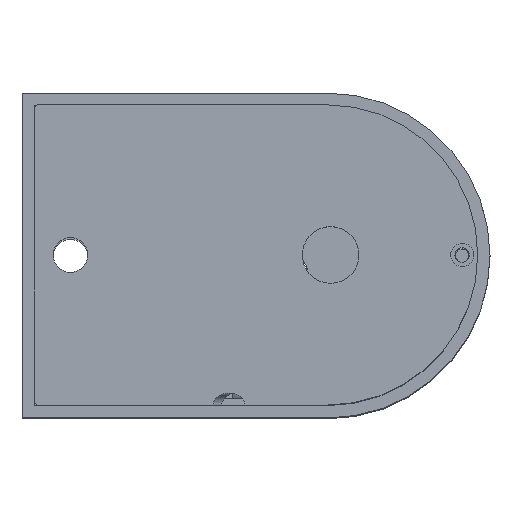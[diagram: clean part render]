
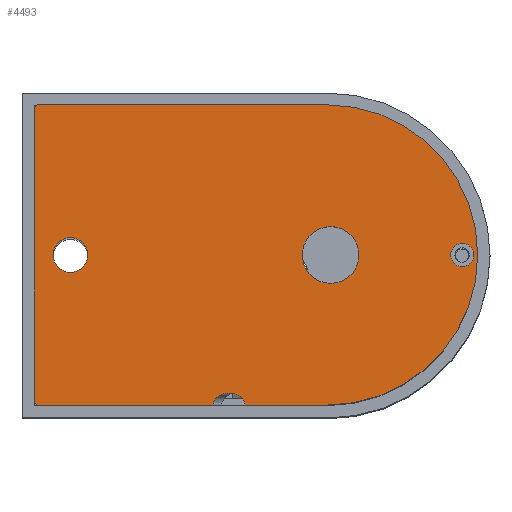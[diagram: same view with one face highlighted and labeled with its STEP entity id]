
A CAD part, top view. The second image highlights one B-rep face of the part: STEP entity #4493.
In plain terms, the highlighted planar face has unit normal (0, 0, 1).
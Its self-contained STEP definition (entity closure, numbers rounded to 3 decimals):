
#27=FACE_BOUND('',#659,.T.);
#28=FACE_BOUND('',#660,.T.);
#29=FACE_BOUND('',#661,.T.);
#75=CIRCLE('',#4763,24.95);
#76=CIRCLE('',#4764,2.875);
#77=CIRCLE('',#4765,4.71);
#78=CIRCLE('',#4766,1.928);
#250=PLANE('',#4762);
#410=FACE_OUTER_BOUND('',#658,.T.);
#658=EDGE_LOOP('',(#3074,#3075,#3076,#3077,#3078,#3079,#3080,#3081));
#659=EDGE_LOOP('',(#3082));
#660=EDGE_LOOP('',(#3083));
#661=EDGE_LOOP('',(#3084));
#951=LINE('',#6570,#1440);
#953=LINE('',#6574,#1442);
#954=LINE('',#6578,#1443);
#955=LINE('',#6580,#1444);
#956=LINE('',#6582,#1445);
#957=LINE('',#6583,#1446);
#1440=VECTOR('',#5213,10.);
#1442=VECTOR('',#5217,10.);
#1443=VECTOR('',#5220,10.);
#1444=VECTOR('',#5221,10.);
#1445=VECTOR('',#5222,10.);
#1446=VECTOR('',#5223,10.);
#1921=ELLIPSE('',#4753,2.686,2.2);
#1929=VERTEX_POINT('',#6538);
#1930=VERTEX_POINT('',#6539);
#1943=VERTEX_POINT('',#6569);
#1944=VERTEX_POINT('',#6573);
#1945=VERTEX_POINT('',#6575);
#1946=VERTEX_POINT('',#6577);
#1947=VERTEX_POINT('',#6579);
#1948=VERTEX_POINT('',#6581);
#1949=VERTEX_POINT('',#6584);
#1950=VERTEX_POINT('',#6586);
#1951=VERTEX_POINT('',#6588);
#2378=EDGE_CURVE('',#1929,#1930,#1921,.T.);
#2393=EDGE_CURVE('',#1929,#1943,#951,.T.);
#2395=EDGE_CURVE('',#1944,#1930,#953,.T.);
#2396=EDGE_CURVE('',#1945,#1944,#75,.T.);
#2397=EDGE_CURVE('',#1946,#1945,#954,.T.);
#2398=EDGE_CURVE('',#1947,#1946,#955,.T.);
#2399=EDGE_CURVE('',#1948,#1947,#956,.T.);
#2400=EDGE_CURVE('',#1943,#1948,#957,.T.);
#2401=EDGE_CURVE('',#1949,#1949,#76,.T.);
#2402=EDGE_CURVE('',#1950,#1950,#77,.T.);
#2403=EDGE_CURVE('',#1951,#1951,#78,.F.);
#3074=ORIENTED_EDGE('',*,*,#2378,.T.);
#3075=ORIENTED_EDGE('',*,*,#2395,.F.);
#3076=ORIENTED_EDGE('',*,*,#2396,.F.);
#3077=ORIENTED_EDGE('',*,*,#2397,.F.);
#3078=ORIENTED_EDGE('',*,*,#2398,.F.);
#3079=ORIENTED_EDGE('',*,*,#2399,.F.);
#3080=ORIENTED_EDGE('',*,*,#2400,.F.);
#3081=ORIENTED_EDGE('',*,*,#2393,.F.);
#3082=ORIENTED_EDGE('',*,*,#2401,.T.);
#3083=ORIENTED_EDGE('',*,*,#2402,.T.);
#3084=ORIENTED_EDGE('',*,*,#2403,.F.);
#4493=ADVANCED_FACE('',(#410,#27,#28,#29),#250,.T.);
#4753=AXIS2_PLACEMENT_3D('',#6540,#5187,#5188);
#4762=AXIS2_PLACEMENT_3D('',#6572,#5215,#5216);
#4763=AXIS2_PLACEMENT_3D('',#6576,#5218,#5219);
#4764=AXIS2_PLACEMENT_3D('',#6585,#5224,#5225);
#4765=AXIS2_PLACEMENT_3D('',#6587,#5226,#5227);
#4766=AXIS2_PLACEMENT_3D('',#6589,#5228,#5229);
#5187=DIRECTION('center_axis',(0.,0.,
-1.));
#5188=DIRECTION('ref_axis',(-1.,0.,0.));
#5213=DIRECTION('',(-1.,0.,0.));
#5215=DIRECTION('center_axis',(0.,0.,
1.));
#5216=DIRECTION('ref_axis',(0.,-1.,0.));
#5217=DIRECTION('',(-1.,0.,0.));
#5218=DIRECTION('center_axis',(0.,0.,
-1.));
#5219=DIRECTION('ref_axis',(0.,-1.,0.));
#5220=DIRECTION('',(1.,0.,0.));
#5221=DIRECTION('',(0.707,0.707,0.));
#5222=DIRECTION('',(0.,1.,0.));
#5223=DIRECTION('',(-0.707,0.707,0.));
#5224=DIRECTION('center_axis',(0.,0.,
-1.));
#5225=DIRECTION('ref_axis',(-1.,0.,0.));
#5226=DIRECTION('center_axis',(0.,0.,
-1.));
#5227=DIRECTION('ref_axis',(0.,-1.,0.));
#5228=DIRECTION('center_axis',(0.,0.,
-1.));
#5229=DIRECTION('ref_axis',(1.,0.,0.));
#6538=CARTESIAN_POINT('',(158.125,106.76,34.978));
#6539=CARTESIAN_POINT('',(163.474,106.76,34.978));
#6540=CARTESIAN_POINT('Origin',(160.8,106.56,34.978));
#6569=CARTESIAN_POINT('',(128.912,106.76,34.978));
#6570=CARTESIAN_POINT('',(141.777,106.76,34.978));
#6572=CARTESIAN_POINT('Origin',(156.515,131.71,34.978));
#6573=CARTESIAN_POINT('',(177.162,106.76,34.978));
#6574=CARTESIAN_POINT('',(141.777,106.76,34.978));
#6575=CARTESIAN_POINT('',(177.162,156.66,34.978));
#6576=CARTESIAN_POINT('Origin',(177.162,131.71,34.978));
#6577=CARTESIAN_POINT('',(128.912,156.66,34.978));
#6578=CARTESIAN_POINT('',(169.352,156.66,34.978));
#6579=CARTESIAN_POINT('',(128.412,156.16,34.978));
#6580=CARTESIAN_POINT('',(130.707,158.455,34.978));
#6581=CARTESIAN_POINT('',(128.412,107.26,34.978));
#6582=CARTESIAN_POINT('',(128.412,143.664,34.978));
#6583=CARTESIAN_POINT('',(130.707,104.966,34.978));
#6584=CARTESIAN_POINT('',(137.287,131.71,34.978));
#6585=CARTESIAN_POINT('Origin',(134.412,131.71,34.978));
#6586=CARTESIAN_POINT('',(177.662,136.42,34.978));
#6587=CARTESIAN_POINT('Origin',(177.662,131.71,34.978));
#6588=CARTESIAN_POINT('',(197.615,131.71,34.978));
#6589=CARTESIAN_POINT('Origin',(199.543,131.71,34.978));
